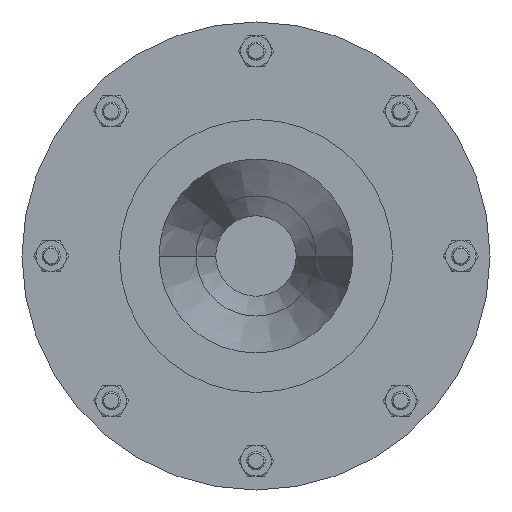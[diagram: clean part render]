
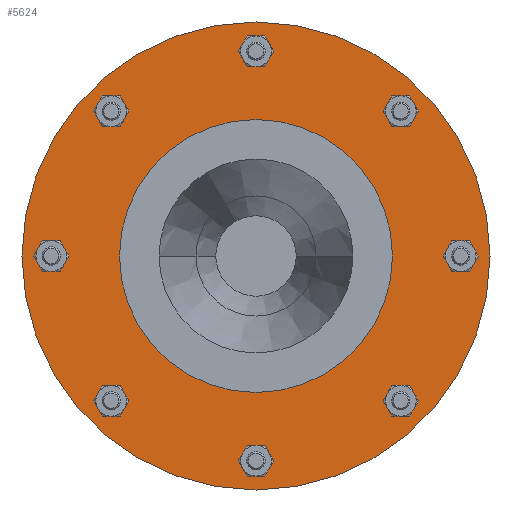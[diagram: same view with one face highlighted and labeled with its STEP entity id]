
A CAD part, front view. The second image highlights one B-rep face of the part: STEP entity #5624.
In plain terms, the highlighted planar face has unit normal (0, -1, 0).
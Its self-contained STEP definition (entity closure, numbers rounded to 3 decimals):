
#5083=CARTESIAN_POINT('',(0.,-7.7,0.));
#5084=DIRECTION('',(0.,1.,0.));
#5085=DIRECTION('',(1.,0.,0.));
#5086=AXIS2_PLACEMENT_3D('',#5083,#5084,#5085);
#5088=CARTESIAN_POINT('',(0.,-7.7,0.));
#5089=DIRECTION('',(0.,-1.,0.));
#5090=DIRECTION('',(1.,0.,0.));
#5091=AXIS2_PLACEMENT_3D('',#5088,#5089,#5090);
#5093=CARTESIAN_POINT('',(0.,-7.7,-66.675));
#5094=DIRECTION('',(0.,1.,0.));
#5095=DIRECTION('',(1.,0.,0.));
#5096=AXIS2_PLACEMENT_3D('',#5093,#5094,#5095);
#5098=CARTESIAN_POINT('',(0.,-7.7,-66.675));
#5099=DIRECTION('',(0.,1.,0.));
#5100=DIRECTION('',(-1.,0.,0.));
#5101=AXIS2_PLACEMENT_3D('',#5098,#5099,#5100);
#5103=CARTESIAN_POINT('',(-47.146,-7.7,-47.146));
#5104=DIRECTION('',(0.,1.,0.));
#5105=DIRECTION('',(0.707,0.,-0.707));
#5106=AXIS2_PLACEMENT_3D('',#5103,#5104,#5105);
#5108=CARTESIAN_POINT('',(-47.146,-7.7,-47.146));
#5109=DIRECTION('',(0.,1.,0.));
#5110=DIRECTION('',(-0.707,0.,0.707));
#5111=AXIS2_PLACEMENT_3D('',#5108,#5109,#5110);
#5113=CARTESIAN_POINT('',(-66.675,-7.7,0.));
#5114=DIRECTION('',(0.,1.,0.));
#5115=DIRECTION('',(0.,0.,-1.));
#5116=AXIS2_PLACEMENT_3D('',#5113,#5114,#5115);
#5118=CARTESIAN_POINT('',(-66.675,-7.7,0.));
#5119=DIRECTION('',(0.,1.,0.));
#5120=DIRECTION('',(0.,0.,1.));
#5121=AXIS2_PLACEMENT_3D('',#5118,#5119,#5120);
#5123=CARTESIAN_POINT('',(-47.146,-7.7,47.146));
#5124=DIRECTION('',(0.,1.,0.));
#5125=DIRECTION('',(-0.707,0.,-0.707));
#5126=AXIS2_PLACEMENT_3D('',#5123,#5124,#5125);
#5128=CARTESIAN_POINT('',(-47.146,-7.7,47.146));
#5129=DIRECTION('',(0.,1.,0.));
#5130=DIRECTION('',(0.707,0.,0.707));
#5131=AXIS2_PLACEMENT_3D('',#5128,#5129,#5130);
#5133=CARTESIAN_POINT('',(0.,-7.7,66.675));
#5134=DIRECTION('',(0.,1.,0.));
#5135=DIRECTION('',(-1.,0.,0.));
#5136=AXIS2_PLACEMENT_3D('',#5133,#5134,#5135);
#5138=CARTESIAN_POINT('',(0.,-7.7,66.675));
#5139=DIRECTION('',(0.,1.,0.));
#5140=DIRECTION('',(1.,0.,0.));
#5141=AXIS2_PLACEMENT_3D('',#5138,#5139,#5140);
#5143=CARTESIAN_POINT('',(47.146,-7.7,47.146));
#5144=DIRECTION('',(0.,1.,0.));
#5145=DIRECTION('',(-0.707,0.,0.707));
#5146=AXIS2_PLACEMENT_3D('',#5143,#5144,#5145);
#5148=CARTESIAN_POINT('',(47.146,-7.7,47.146));
#5149=DIRECTION('',(0.,1.,0.));
#5150=DIRECTION('',(0.707,0.,-0.707));
#5151=AXIS2_PLACEMENT_3D('',#5148,#5149,#5150);
#5153=CARTESIAN_POINT('',(66.675,-7.7,0.));
#5154=DIRECTION('',(0.,1.,0.));
#5155=DIRECTION('',(0.,0.,1.));
#5156=AXIS2_PLACEMENT_3D('',#5153,#5154,#5155);
#5158=CARTESIAN_POINT('',(66.675,-7.7,0.));
#5159=DIRECTION('',(0.,1.,0.));
#5160=DIRECTION('',(0.,0.,-1.));
#5161=AXIS2_PLACEMENT_3D('',#5158,#5159,#5160);
#5163=CARTESIAN_POINT('',(47.146,-7.7,-47.146));
#5164=DIRECTION('',(0.,1.,0.));
#5165=DIRECTION('',(0.707,0.,0.707));
#5166=AXIS2_PLACEMENT_3D('',#5163,#5164,#5165);
#5168=CARTESIAN_POINT('',(47.146,-7.7,-47.146));
#5169=DIRECTION('',(0.,1.,0.));
#5170=DIRECTION('',(-0.707,0.,-0.707));
#5171=AXIS2_PLACEMENT_3D('',#5168,#5169,#5170);
#5373=CARTESIAN_POINT('',(0.,-7.7,0.));
#5374=DIRECTION('',(0.,1.,0.));
#5375=DIRECTION('',(1.,0.,0.));
#5376=AXIS2_PLACEMENT_3D('',#5373,#5374,#5375);
#5382=CARTESIAN_POINT('',(0.,-7.7,0.));
#5383=DIRECTION('',(0.,-1.,0.));
#5384=DIRECTION('',(1.,0.,0.));
#5385=AXIS2_PLACEMENT_3D('',#5382,#5383,#5384);
#5466=CARTESIAN_POINT('',(44.45,-7.7,0.));
#5468=VERTEX_POINT('',#5466);
#5480=CARTESIAN_POINT('',(-44.45,-7.7,0.));
#5482=VERTEX_POINT('',#5480);
#5483=CARTESIAN_POINT('',(76.2,-7.7,0.));
#5485=VERTEX_POINT('',#5483);
#5489=CARTESIAN_POINT('',(-76.2,-7.7,0.));
#5491=VERTEX_POINT('',#5489);
#5495=CARTESIAN_POINT('',(3.,-7.7,-66.675));
#5496=CARTESIAN_POINT('',(-3.,-7.7,-66.675));
#5497=VERTEX_POINT('',#5495);
#5498=VERTEX_POINT('',#5496);
#5503=CARTESIAN_POINT('',(-45.025,-7.7,-49.268));
#5504=CARTESIAN_POINT('',(-49.268,-7.7,-45.025));
#5505=VERTEX_POINT('',#5503);
#5506=VERTEX_POINT('',#5504);
#5511=CARTESIAN_POINT('',(-66.675,-7.7,-3.));
#5512=CARTESIAN_POINT('',(-66.675,-7.7,3.));
#5513=VERTEX_POINT('',#5511);
#5514=VERTEX_POINT('',#5512);
#5519=CARTESIAN_POINT('',(-49.268,-7.7,45.025));
#5520=CARTESIAN_POINT('',(-45.025,-7.7,49.268));
#5521=VERTEX_POINT('',#5519);
#5522=VERTEX_POINT('',#5520);
#5527=CARTESIAN_POINT('',(-3.,-7.7,66.675));
#5528=CARTESIAN_POINT('',(3.,-7.7,66.675));
#5529=VERTEX_POINT('',#5527);
#5530=VERTEX_POINT('',#5528);
#5535=CARTESIAN_POINT('',(45.025,-7.7,49.268));
#5536=CARTESIAN_POINT('',(49.268,-7.7,45.025));
#5537=VERTEX_POINT('',#5535);
#5538=VERTEX_POINT('',#5536);
#5543=CARTESIAN_POINT('',(66.675,-7.7,3.));
#5544=CARTESIAN_POINT('',(66.675,-7.7,-3.));
#5545=VERTEX_POINT('',#5543);
#5546=VERTEX_POINT('',#5544);
#5551=CARTESIAN_POINT('',(49.268,-7.7,-45.025));
#5552=CARTESIAN_POINT('',(45.025,-7.7,-49.268));
#5553=VERTEX_POINT('',#5551);
#5554=VERTEX_POINT('',#5552);
#5559=CARTESIAN_POINT('',(0.,-7.7,0.));
#5560=DIRECTION('',(0.,1.,0.));
#5561=DIRECTION('',(1.,0.,0.));
#5562=AXIS2_PLACEMENT_3D('',#5559,#5560,#5561);
#5563=PLANE('',#5562);
#5565=ORIENTED_EDGE('',*,*,#5564,.F.);
#5567=ORIENTED_EDGE('',*,*,#5566,.T.);
#5568=EDGE_LOOP('',(#5565,#5567));
#5569=FACE_OUTER_BOUND('',#5568,.F.);
#5571=ORIENTED_EDGE('',*,*,#5570,.F.);
#5573=ORIENTED_EDGE('',*,*,#5572,.T.);
#5574=EDGE_LOOP('',(#5571,#5573));
#5575=FACE_BOUND('',#5574,.F.);
#5577=ORIENTED_EDGE('',*,*,#5576,.F.);
#5579=ORIENTED_EDGE('',*,*,#5578,.F.);
#5580=EDGE_LOOP('',(#5577,#5579));
#5581=FACE_BOUND('',#5580,.F.);
#5583=ORIENTED_EDGE('',*,*,#5582,.F.);
#5585=ORIENTED_EDGE('',*,*,#5584,.F.);
#5586=EDGE_LOOP('',(#5583,#5585));
#5587=FACE_BOUND('',#5586,.F.);
#5589=ORIENTED_EDGE('',*,*,#5588,.F.);
#5591=ORIENTED_EDGE('',*,*,#5590,.F.);
#5592=EDGE_LOOP('',(#5589,#5591));
#5593=FACE_BOUND('',#5592,.F.);
#5595=ORIENTED_EDGE('',*,*,#5594,.F.);
#5597=ORIENTED_EDGE('',*,*,#5596,.F.);
#5598=EDGE_LOOP('',(#5595,#5597));
#5599=FACE_BOUND('',#5598,.F.);
#5601=ORIENTED_EDGE('',*,*,#5600,.F.);
#5603=ORIENTED_EDGE('',*,*,#5602,.F.);
#5604=EDGE_LOOP('',(#5601,#5603));
#5605=FACE_BOUND('',#5604,.F.);
#5607=ORIENTED_EDGE('',*,*,#5606,.F.);
#5609=ORIENTED_EDGE('',*,*,#5608,.F.);
#5610=EDGE_LOOP('',(#5607,#5609));
#5611=FACE_BOUND('',#5610,.F.);
#5613=ORIENTED_EDGE('',*,*,#5612,.F.);
#5615=ORIENTED_EDGE('',*,*,#5614,.F.);
#5616=EDGE_LOOP('',(#5613,#5615));
#5617=FACE_BOUND('',#5616,.F.);
#5619=ORIENTED_EDGE('',*,*,#5618,.F.);
#5621=ORIENTED_EDGE('',*,*,#5620,.F.);
#5622=EDGE_LOOP('',(#5619,#5621));
#5623=FACE_BOUND('',#5622,.F.);
#5624=ADVANCED_FACE('',(#5569,#5575,#5581,#5587,#5593,#5599,#5605,#5611,#5617,
#5623),#5563,.F.);
#5087=CIRCLE('',#5086,44.45);
#5092=CIRCLE('',#5091,44.45);
#5097=CIRCLE('',#5096,3.);
#5102=CIRCLE('',#5101,3.);
#5107=CIRCLE('',#5106,3.);
#5112=CIRCLE('',#5111,3.);
#5117=CIRCLE('',#5116,3.);
#5122=CIRCLE('',#5121,3.);
#5127=CIRCLE('',#5126,3.);
#5132=CIRCLE('',#5131,3.);
#5137=CIRCLE('',#5136,3.);
#5142=CIRCLE('',#5141,3.);
#5147=CIRCLE('',#5146,3.);
#5152=CIRCLE('',#5151,3.);
#5157=CIRCLE('',#5156,3.);
#5162=CIRCLE('',#5161,3.);
#5167=CIRCLE('',#5166,3.);
#5172=CIRCLE('',#5171,3.);
#5377=CIRCLE('',#5376,76.2);
#5386=CIRCLE('',#5385,76.2);
#5564=EDGE_CURVE('',#5485,#5491,#5386,.T.);
#5566=EDGE_CURVE('',#5485,#5491,#5377,.T.);
#5570=EDGE_CURVE('',#5468,#5482,#5087,.T.);
#5572=EDGE_CURVE('',#5468,#5482,#5092,.T.);
#5576=EDGE_CURVE('',#5497,#5498,#5097,.T.);
#5578=EDGE_CURVE('',#5498,#5497,#5102,.T.);
#5582=EDGE_CURVE('',#5505,#5506,#5107,.T.);
#5584=EDGE_CURVE('',#5506,#5505,#5112,.T.);
#5588=EDGE_CURVE('',#5513,#5514,#5117,.T.);
#5590=EDGE_CURVE('',#5514,#5513,#5122,.T.);
#5594=EDGE_CURVE('',#5521,#5522,#5127,.T.);
#5596=EDGE_CURVE('',#5522,#5521,#5132,.T.);
#5600=EDGE_CURVE('',#5529,#5530,#5137,.T.);
#5602=EDGE_CURVE('',#5530,#5529,#5142,.T.);
#5606=EDGE_CURVE('',#5537,#5538,#5147,.T.);
#5608=EDGE_CURVE('',#5538,#5537,#5152,.T.);
#5612=EDGE_CURVE('',#5545,#5546,#5157,.T.);
#5614=EDGE_CURVE('',#5546,#5545,#5162,.T.);
#5618=EDGE_CURVE('',#5553,#5554,#5167,.T.);
#5620=EDGE_CURVE('',#5554,#5553,#5172,.T.);
